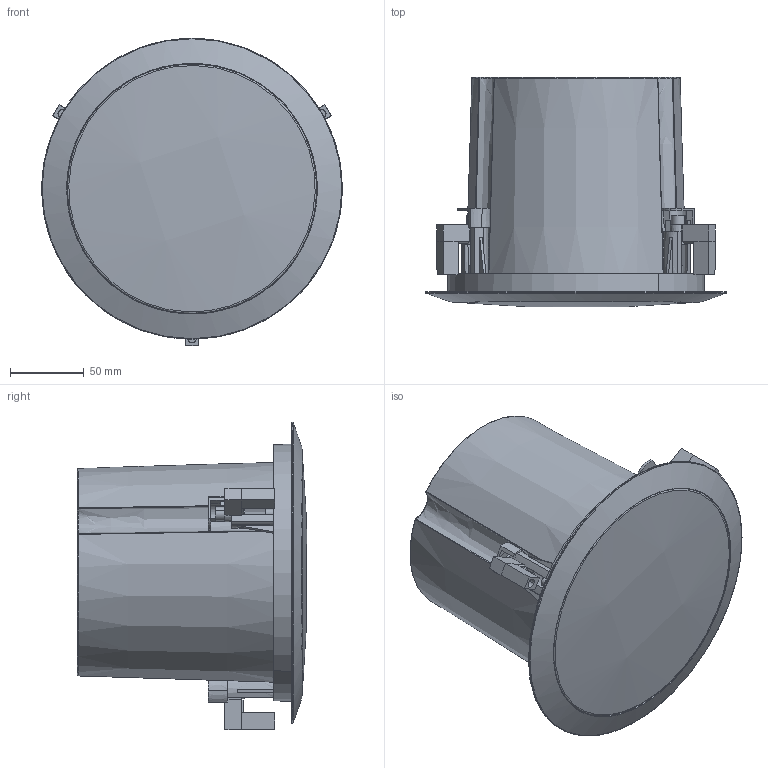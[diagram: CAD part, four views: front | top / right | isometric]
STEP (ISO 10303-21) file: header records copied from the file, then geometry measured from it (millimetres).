
FILE_DESCRIPTION (( 'STEP AP214' ), '1' );
FILE_NAME ('TNi-C4.STEP', '2020-02-27T16:11:22', ( '' ), ( '' ), 'SwSTEP 2.0', 'SolidWorks 2019', '' );
FILE_SCHEMA (( 'AUTOMOTIVE_DESIGN' ));
Length unit declared in the file: millimetre
Products named in the file (1): TNi-C4
Bounding box: 204 x 155.34 x 208.45 mm (x, y, z)
Volume: 2350825 mm3; surface area: 239860 mm2
Topology: 5 solids, 11 shells, 384 faces, 898 edges, 571 vertices
Faces by surface type: plane 154, cylinder 111, cone 66, bspline 36, torus 9, sphere 8
Entity records: 17296 total; most frequent: CARTESIAN_POINT 4454, DIRECTION 1850, ORIENTED_EDGE 1796, EDGE_CURVE 898, AXIS2_PLACEMENT_3D 748, VERTEX_POINT 571, EDGE_LOOP 437, CIRCLE 399
